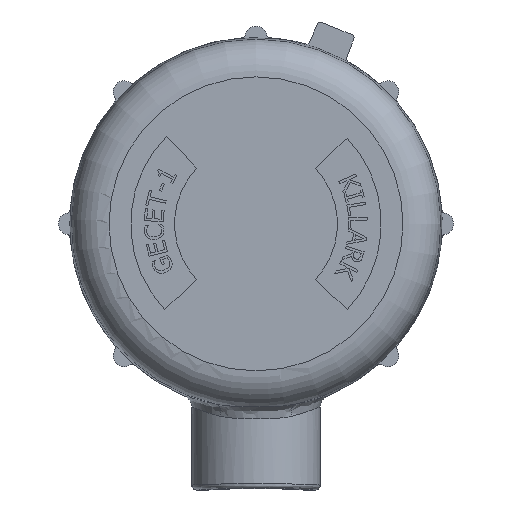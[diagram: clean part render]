
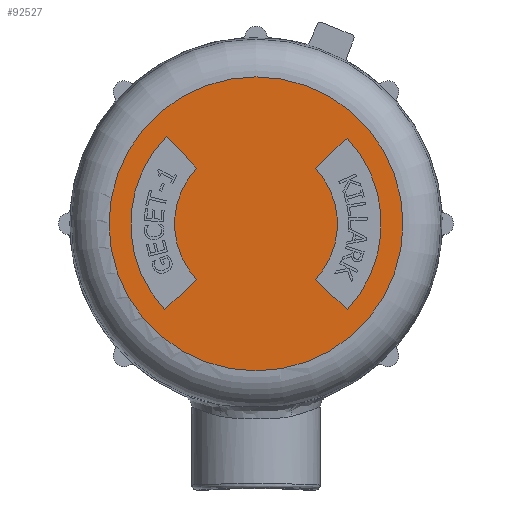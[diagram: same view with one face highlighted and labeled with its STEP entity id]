
A CAD part, front view. The second image highlights one B-rep face of the part: STEP entity #92527.
In plain terms, the highlighted planar face has unit normal (0, -1, 0).
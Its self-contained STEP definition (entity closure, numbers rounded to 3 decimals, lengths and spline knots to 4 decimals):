
#5488=FACE_BOUND('',#13950,.T.);
#5489=FACE_BOUND('',#13951,.T.);
#5923=PLANE('',#97507);
#9019=FACE_OUTER_BOUND('',#13949,.T.);
#13949=EDGE_LOOP('',(#60907));
#13950=EDGE_LOOP('',(#60908,#60909,#60910,#60911));
#13951=EDGE_LOOP('',(#60912,#60913,#60914,#60915));
#19298=LINE('',#117474,#28833);
#19299=LINE('',#117477,#28834);
#19300=LINE('',#117482,#28835);
#19301=LINE('',#117485,#28836);
#28833=VECTOR('',#100931,0.3937);
#28834=VECTOR('',#100934,0.3937);
#28835=VECTOR('',#100937,0.3937);
#28836=VECTOR('',#100940,0.3937);
#38375=CIRCLE('',#97508,1.4669);
#38376=CIRCLE('',#97509,0.8125);
#38377=CIRCLE('',#97510,1.25);
#38378=CIRCLE('',#97511,0.8125);
#38379=CIRCLE('',#97512,1.25);
#38593=VERTEX_POINT('',#117468);
#38594=VERTEX_POINT('',#117470);
#38595=VERTEX_POINT('',#117471);
#38596=VERTEX_POINT('',#117473);
#38597=VERTEX_POINT('',#117475);
#38598=VERTEX_POINT('',#117478);
#38599=VERTEX_POINT('',#117479);
#38600=VERTEX_POINT('',#117481);
#38601=VERTEX_POINT('',#117483);
#47492=EDGE_CURVE('',#38593,#38593,#38375,.T.);
#47493=EDGE_CURVE('',#38594,#38595,#38376,.T.);
#47494=EDGE_CURVE('',#38595,#38596,#19298,.T.);
#47495=EDGE_CURVE('',#38596,#38597,#38377,.T.);
#47496=EDGE_CURVE('',#38597,#38594,#19299,.T.);
#47497=EDGE_CURVE('',#38598,#38599,#38378,.T.);
#47498=EDGE_CURVE('',#38599,#38600,#19300,.T.);
#47499=EDGE_CURVE('',#38600,#38601,#38379,.T.);
#47500=EDGE_CURVE('',#38601,#38598,#19301,.T.);
#60907=ORIENTED_EDGE('',*,*,#47492,.F.);
#60908=ORIENTED_EDGE('',*,*,#47493,.T.);
#60909=ORIENTED_EDGE('',*,*,#47494,.T.);
#60910=ORIENTED_EDGE('',*,*,#47495,.T.);
#60911=ORIENTED_EDGE('',*,*,#47496,.T.);
#60912=ORIENTED_EDGE('',*,*,#47497,.T.);
#60913=ORIENTED_EDGE('',*,*,#47498,.T.);
#60914=ORIENTED_EDGE('',*,*,#47499,.T.);
#60915=ORIENTED_EDGE('',*,*,#47500,.T.);
#92527=ADVANCED_FACE('',(#9019,#5488,#5489),#5923,.T.);
#97507=AXIS2_PLACEMENT_3D('',#117467,#100925,#100926);
#97508=AXIS2_PLACEMENT_3D('',#117469,#100927,#100928);
#97509=AXIS2_PLACEMENT_3D('',#117472,#100929,#100930);
#97510=AXIS2_PLACEMENT_3D('',#117476,#100932,#100933);
#97511=AXIS2_PLACEMENT_3D('',#117480,#100935,#100936);
#97512=AXIS2_PLACEMENT_3D('',#117484,#100938,#100939);
#100925=DIRECTION('center_axis',(0.,-1.,0.));
#100926=DIRECTION('ref_axis',(0.,0.,
-1.));
#100927=DIRECTION('center_axis',(0.,1.,0.));
#100928=DIRECTION('ref_axis',(1.,0.,0.));
#100929=DIRECTION('center_axis',(0.,-1.,0.));
#100930=DIRECTION('ref_axis',(-0.729,0.,
0.685));
#100931=DIRECTION('',(0.729,0.,0.685));
#100932=DIRECTION('center_axis',(0.,1.,0.));
#100933=DIRECTION('ref_axis',(0.729,0.,-0.685));
#100934=DIRECTION('',(-0.729,0.,0.685));
#100935=DIRECTION('center_axis',(0.,-1.,0.));
#100936=DIRECTION('ref_axis',(0.729,0.,-0.685));
#100937=DIRECTION('',(-0.729,0.,-0.685));
#100938=DIRECTION('center_axis',(0.,1.,0.));
#100939=DIRECTION('ref_axis',(-0.714,0.,0.701));
#100940=DIRECTION('',(0.685,0.,-0.729));
#117467=CARTESIAN_POINT('Origin',(-1.3271,0.6683,-0.133));
#117468=CARTESIAN_POINT('',(-2.2563,0.6683,1.334));
#117469=CARTESIAN_POINT('Origin',(-2.2563,0.6683,-0.133));
#117470=CARTESIAN_POINT('',(-1.6643,0.6683,-0.6894));
#117471=CARTESIAN_POINT('',(-1.6643,0.6683,0.4235));
#117472=CARTESIAN_POINT('Origin',(-2.2563,0.6683,-0.133));
#117473=CARTESIAN_POINT('',(-1.3455,0.6683,0.7231));
#117474=CARTESIAN_POINT('',(-1.5542,0.6683,0.5269));
#117475=CARTESIAN_POINT('',(-1.3455,0.6683,-0.989));
#117476=CARTESIAN_POINT('Origin',(-2.2563,0.6683,-0.133));
#117477=CARTESIAN_POINT('',(-1.7136,0.6683,-0.643));
#117478=CARTESIAN_POINT('',(-2.8484,0.6683,0.4235));
#117479=CARTESIAN_POINT('',(-2.8484,0.6683,-0.6894));
#117480=CARTESIAN_POINT('Origin',(-2.2563,0.6683,-0.133));
#117481=CARTESIAN_POINT('',(-3.1672,0.6683,-0.989));
#117482=CARTESIAN_POINT('',(-2.465,0.6683,-0.3291));
#117483=CARTESIAN_POINT('',(-3.1484,0.6683,0.7427));
#117484=CARTESIAN_POINT('Origin',(-2.2563,0.6683,-0.133));
#117485=CARTESIAN_POINT('',(-2.3528,0.6683,-0.1038));
